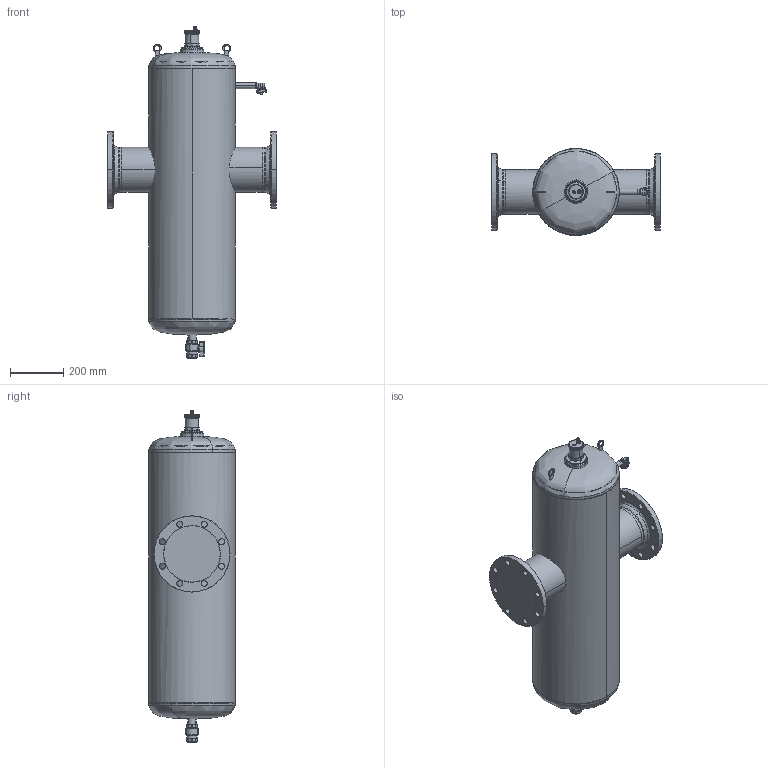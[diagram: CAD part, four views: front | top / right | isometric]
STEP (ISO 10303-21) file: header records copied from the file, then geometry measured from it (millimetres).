
FILE_DESCRIPTION(('CATIA V5 STEP Exchange','CAx-IF Rec.Pracs.--- Model Styling and Organization---1.4--- 2014-01-23','CAx-IF Rec.Pracs.---3D Tessellated Data Validation Properties---0.5---2014-09-14'),'2;1');
FILE_NAME('STEP_546150_-_TST.stp','2021-01-28T13:42:21+00:00',('none'),('none'),'CATIA Version 5-6 Release 2019 SP3','CATIA V5 STEP AP242 v1','none');
FILE_SCHEMA(('AP242_MANAGED_MODEL_BASED_3D_ENGINEERING_MIM_LF {1 0 10303 442 1 1 4}'));
Length unit declared in the file: millimetre
Products named in the file (1): 546150 - TST
Bounding box: 635 x 323.9 x 1242.21 mm (x, y, z)
Volume: 94321711.2 mm3; surface area: 1602570.2 mm2
Topology: 3 solids, 11 shells, 1362 faces, 3645 edges, 2301 vertices
Faces by surface type: cylinder 540, plane 450, bspline 135, cone 112, torus 88, sphere 31, revolution 6
Entity records: 57731 total; most frequent: CARTESIAN_POINT 27135, ORIENTED_EDGE 7228, DIRECTION 4093, EDGE_CURVE 3614, VERTEX_POINT 2301, AXIS2_PLACEMENT_3D 1837, B_SPLINE_CURVE_WITH_KNOTS 1485, EDGE_LOOP 1439
